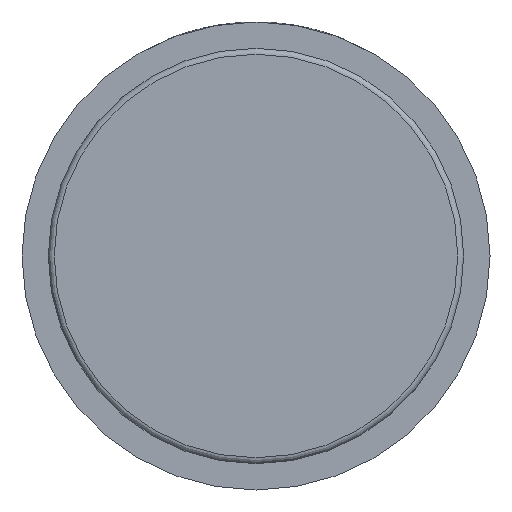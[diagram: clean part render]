
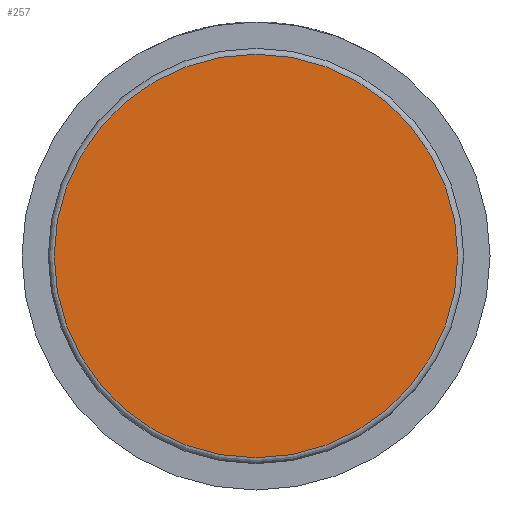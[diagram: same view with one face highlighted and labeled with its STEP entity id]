
A CAD part, front view. The second image highlights one B-rep face of the part: STEP entity #257.
In plain terms, the highlighted planar face has unit normal (0, -1, 0).
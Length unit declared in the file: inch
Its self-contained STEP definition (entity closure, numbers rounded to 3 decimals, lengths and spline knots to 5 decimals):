
#7 = CARTESIAN_POINT ( 'NONE',  ( 0., 0., -0.06788 ) ) ;
#40 = VERTEX_POINT ( 'NONE', #7 ) ;
#70 = FACE_OUTER_BOUND ( 'NONE', #361, .T. ) ;
#91 = DIRECTION ( 'NONE',  ( 0., -1., 0. ) ) ;
#111 = EDGE_CURVE ( 'NONE', #40, #40, #176, .T. ) ;
#120 = DIRECTION ( 'NONE',  ( 0., -1., 0. ) ) ;
#156 = DIRECTION ( 'NONE',  ( 0., 0., -1. ) ) ;
#176 = CIRCLE ( 'NONE', #177, 0.06788 ) ;
#177 = AXIS2_PLACEMENT_3D ( 'NONE', #228, #120, #401 ) ;
#228 = CARTESIAN_POINT ( 'NONE',  ( 0., 0., 0. ) ) ;
#252 = AXIS2_PLACEMENT_3D ( 'NONE', #369, #91, #156 ) ;
#257 = ADVANCED_FACE ( 'NONE', ( #70 ), #334, .T. ) ;
#309 = ORIENTED_EDGE ( 'NONE', *, *, #111, .T. ) ;
#334 = PLANE ( 'NONE',  #252 ) ;
#361 = EDGE_LOOP ( 'NONE', ( #309 ) ) ;
#369 = CARTESIAN_POINT ( 'NONE',  ( 0., 0., 0. ) ) ;
#401 = DIRECTION ( 'NONE',  ( 0., 0., -1. ) ) ;
